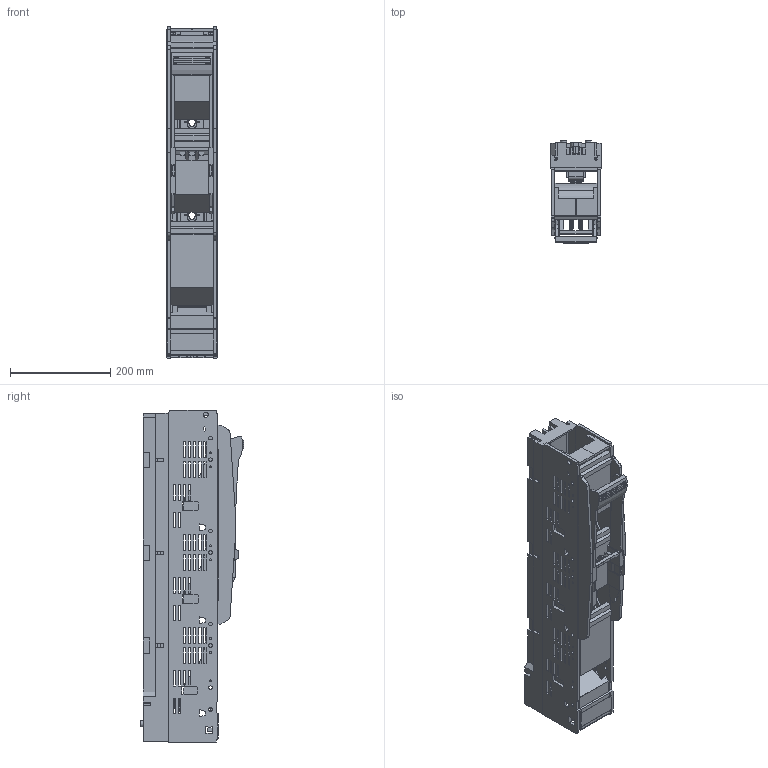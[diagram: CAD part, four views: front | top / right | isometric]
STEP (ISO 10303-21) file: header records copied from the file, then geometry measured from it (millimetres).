
FILE_DESCRIPTION(('CATIA V5 STEP'),'2;1');
FILE_NAME('L0593_NH-Wandlerlastschaltleiste_SL2_3x3_3A_W.stp','2018-09-12T06:45:45+00:00',('none'),('Jean Müller GmbH'),'CATIA Version 5 Release 19 SP 9 (IN-10)','CATIA V5 STEP AP214','none');
FILE_SCHEMA(('AUTOMOTIVE_DESIGN { 1 0 10303 214 1 1 1 1 }'));
Products named in the file (1): L0593_NH-Wandlerlastschaltleiste SL2-3x3/3A/W
Bounding box: 100 x 206.19 x 661 mm (x, y, z)
Volume: 3224978.1 mm3; surface area: 1087641.1 mm2
Topology: 10 solids, 10 shells, 2696 faces, 7212 edges, 4543 vertices
Faces by surface type: plane 2298, cylinder 248, bspline 100, cone 50
Entity records: 83437 total; most frequent: CARTESIAN_POINT 19879, ORIENTED_EDGE 14424, DIRECTION 10549, EDGE_CURVE 7212, VECTOR 6045, LINE 6045, VERTEX_POINT 4543, EDGE_LOOP 3087
